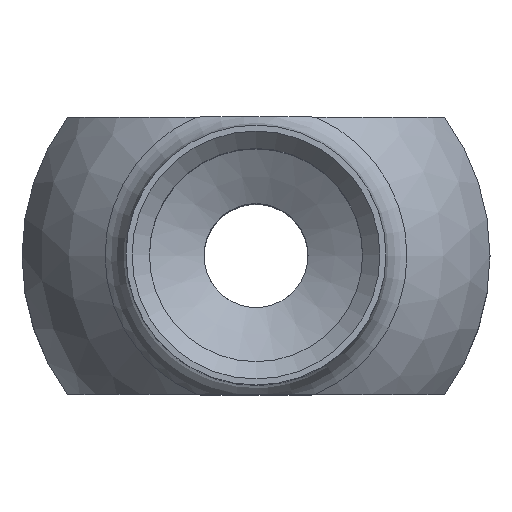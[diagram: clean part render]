
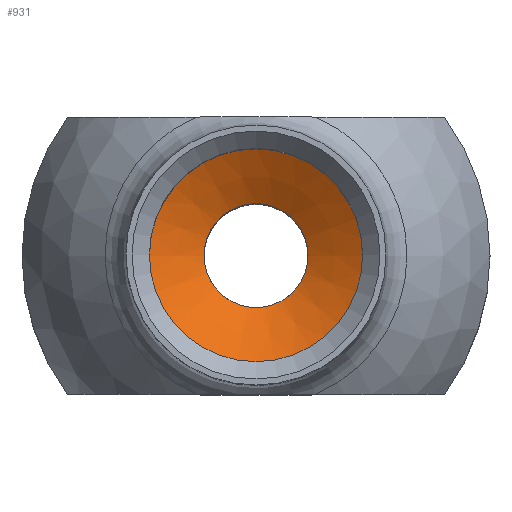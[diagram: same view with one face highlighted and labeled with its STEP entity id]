
A CAD part, top view. The second image highlights one B-rep face of the part: STEP entity #931.
In plain terms, the highlighted conical face has half-angle 60 degrees and reference radius 1.538 mm.
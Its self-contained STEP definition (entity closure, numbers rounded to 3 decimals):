
#597=CARTESIAN_POINT('',(-19.998,10.807,7.091));
#598=VERTEX_POINT('',#597);
#599=CARTESIAN_POINT('',(-18.498,10.807,7.091));
#600=DIRECTION('',(0.0,0.0,-1.0));
#601=DIRECTION('',(1.0,0.0,0.0));
#602=AXIS2_PLACEMENT_3D('',#599,#600,#601);
#603=CIRCLE('',#602,1.5);
#604=EDGE_CURVE('',#598,#598,#603,.T.);
#642=CARTESIAN_POINT('',(-15.423,10.807,8.0));
#643=VERTEX_POINT('',#642);
#644=CARTESIAN_POINT('',(-18.498,10.807,8.0));
#645=DIRECTION('',(0.0,0.0,1.0));
#646=DIRECTION('',(1.0,0.0,0.0));
#647=AXIS2_PLACEMENT_3D('',#644,#645,#646);
#648=CIRCLE('',#647,3.075);
#649=EDGE_CURVE('',#643,#643,#648,.T.);
#920=CARTESIAN_POINT('',(-18.498,10.807,7.112));
#921=DIRECTION('',(0.0,0.0,1.0));
#922=DIRECTION('',(1.0,0.0,0.0));
#923=AXIS2_PLACEMENT_3D('',#920,#921,#922);
#924=CONICAL_SURFACE('',#923,1.538,60.);
#925=ORIENTED_EDGE('',*,*,#604,.T.);
#926=EDGE_LOOP('',(#925));
#927=FACE_OUTER_BOUND('',#926,.T.);
#928=ORIENTED_EDGE('',*,*,#649,.T.);
#929=EDGE_LOOP('',(#928));
#930=FACE_BOUND('',#929,.T.);
#931=ADVANCED_FACE('',(#927,#930),#924,.F.);
